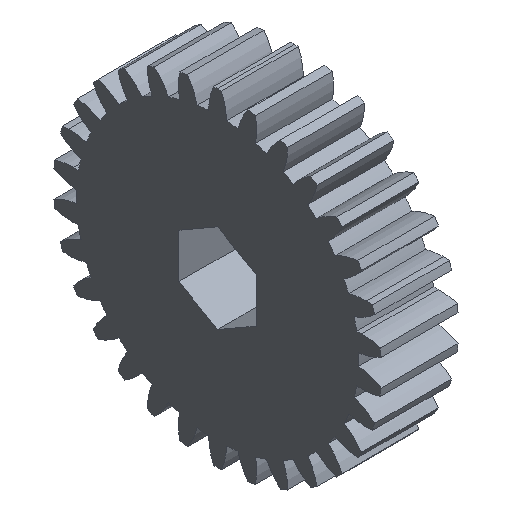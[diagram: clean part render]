
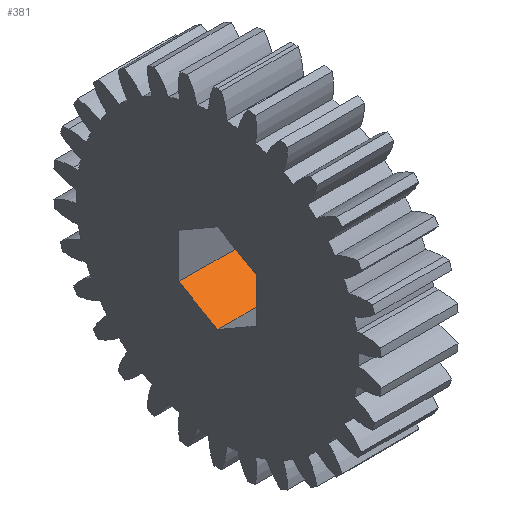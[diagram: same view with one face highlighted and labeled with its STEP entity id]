
A CAD part, isometric view. The second image highlights one B-rep face of the part: STEP entity #381.
In plain terms, the highlighted planar face has unit normal (0, -0.5, 0.866).
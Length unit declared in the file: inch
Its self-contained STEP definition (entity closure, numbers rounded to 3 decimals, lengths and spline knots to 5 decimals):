
#15 = AXIS2_PLACEMENT_3D ( 'NONE', #4194, #4200, #4201 ) ;
#31 = VECTOR ( 'NONE', #2966, 39.37008 ) ;
#64 = VECTOR ( 'NONE', #3031, 39.37008 ) ;
#326 = VECTOR ( 'NONE', #2941, 39.37008 ) ;
#366 = VECTOR ( 'NONE', #2954, 39.37008 ) ;
#381 = ADVANCED_FACE ( 'NONE', ( #4198 ), #4192, .F. ) ;
#579 = ORIENTED_EDGE ( 'NONE', *, *, #1176, .T. ) ;
#580 = ORIENTED_EDGE ( 'NONE', *, *, #1155, .F. ) ;
#581 = ORIENTED_EDGE ( 'NONE', *, *, #1146, .F. ) ;
#582 = ORIENTED_EDGE ( 'NONE', *, *, #1150, .T. ) ;
#842 = VERTEX_POINT ( 'NONE', #2638 ) ;
#865 = VERTEX_POINT ( 'NONE', #2661 ) ;
#1146 = EDGE_CURVE ( 'NONE', #3982, #3983, #2939, .T. ) ;
#1150 = EDGE_CURVE ( 'NONE', #3982, #842, #2951, .T. ) ;
#1155 = EDGE_CURVE ( 'NONE', #3983, #865, #2959, .T. ) ;
#1176 = EDGE_CURVE ( 'NONE', #842, #865, #3029, .T. ) ;
#1930 = CARTESIAN_POINT ( 'NONE',  ( 0., 0., -0.21708 ) ) ;
#1931 = CARTESIAN_POINT ( 'NONE',  ( 0., 0.188, -0.10854 ) ) ;
#2638 = CARTESIAN_POINT ( 'NONE',  ( 0.4, 0., -0.21708 ) ) ;
#2661 = CARTESIAN_POINT ( 'NONE',  ( 0.4, 0.188, -0.10854 ) ) ;
#2939 = LINE ( 'NONE', #2940, #326 ) ;
#2940 = CARTESIAN_POINT ( 'NONE',  ( 0., 0., -0.21708 ) ) ;
#2941 = DIRECTION ( 'NONE',  ( 0., 0.866, 0.5 ) ) ;
#2951 = LINE ( 'NONE', #2953, #366 ) ;
#2953 = CARTESIAN_POINT ( 'NONE',  ( 0., 0., -0.21708 ) ) ;
#2954 = DIRECTION ( 'NONE',  ( 1., 0., 0. ) ) ;
#2959 = LINE ( 'NONE', #2965, #31 ) ;
#2965 = CARTESIAN_POINT ( 'NONE',  ( 0., 0.188, -0.10854 ) ) ;
#2966 = DIRECTION ( 'NONE',  ( 1., 0., 0. ) ) ;
#3029 = LINE ( 'NONE', #3030, #64 ) ;
#3030 = CARTESIAN_POINT ( 'NONE',  ( 0.4, 0., -0.21708 ) ) ;
#3031 = DIRECTION ( 'NONE',  ( 0., 0.866, 0.5 ) ) ;
#3982 = VERTEX_POINT ( 'NONE', #1930 ) ;
#3983 = VERTEX_POINT ( 'NONE', #1931 ) ;
#4101 = EDGE_LOOP ( 'NONE', ( #579, #580, #581, #582 ) ) ;
#4192 = PLANE ( 'NONE',  #15 ) ;
#4194 = CARTESIAN_POINT ( 'NONE',  ( 0., 0., -0.21708 ) ) ;
#4198 = FACE_OUTER_BOUND ( 'NONE', #4101, .T. ) ;
#4200 = DIRECTION ( 'NONE',  ( 0., 0.5, -0.866 ) ) ;
#4201 = DIRECTION ( 'NONE',  ( 0., 0.866, 0.5 ) ) ;
